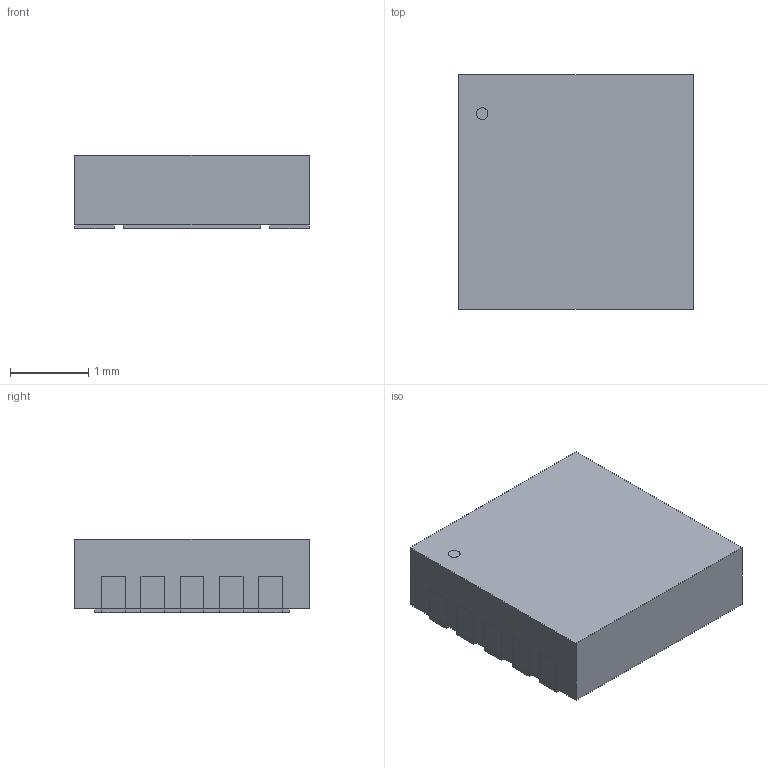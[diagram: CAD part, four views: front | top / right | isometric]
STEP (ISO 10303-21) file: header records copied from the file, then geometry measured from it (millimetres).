
FILE_DESCRIPTION(('STEP AP214'),'1');
FILE_NAME('DFN10_3x3MC_MCH','2023-01-18T00:47:16',(''),(''),'','','');
FILE_SCHEMA(('AUTOMOTIVE_DESIGN'));
Length unit declared in the file: millimetre
Products named in the file (1): product
Bounding box: 3 x 3 x 0.94 mm (x, y, z)
Volume: 8.3 mm3; surface area: 44.3 mm2
Topology: 13 solids, 13 shells, 95 faces, 187 edges, 118 vertices
Faces by surface type: plane 94, cylinder 1
Full cylindrical faces by diameter (mm): 0.15 x1
Entity records: 2460 total; most frequent: ORIENTED_EDGE 412, DIRECTION 402, CARTESIAN_POINT 237, EDGE_CURVE 206, LINE 204, VECTOR 204, VERTEX_POINT 138, AXIS2_PLACEMENT_3D 99
